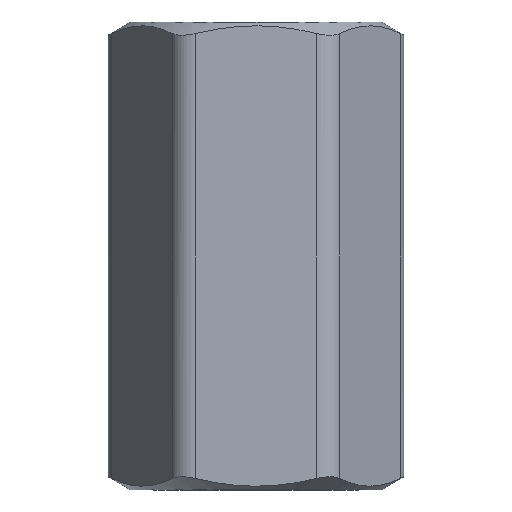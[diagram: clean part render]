
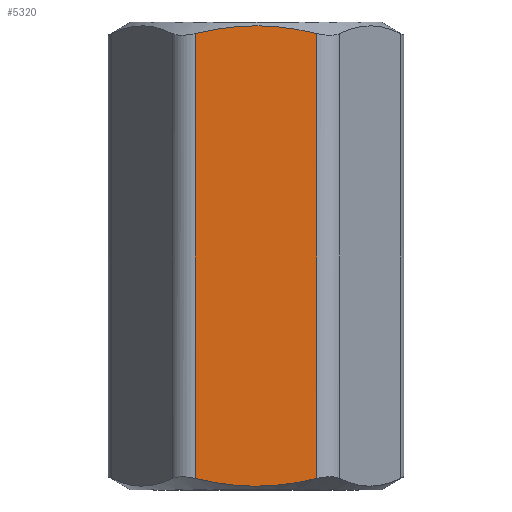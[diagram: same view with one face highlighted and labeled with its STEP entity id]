
A CAD part, front view. The second image highlights one B-rep face of the part: STEP entity #5320.
In plain terms, the highlighted planar face has unit normal (0, -1, 0).
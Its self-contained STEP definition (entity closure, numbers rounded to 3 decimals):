
#131 = CARTESIAN_POINT ( 'NONE',  ( 1.039, -2.25, -4. ) ) ;
#255 = CARTESIAN_POINT ( 'NONE',  ( 0.87, -2.25, -3.844 ) ) ;
#526 = LINE ( 'NONE', #3237, #3780 ) ;
#533 = CARTESIAN_POINT ( 'NONE',  ( 1.039, -2.25, -3.803 ) ) ;
#696 = DIRECTION ( 'NONE',  ( 0., 0., -1. ) ) ;
#728 = CARTESIAN_POINT ( 'NONE',  ( -0.697, -2.25, -3.886 ) ) ;
#803 = VECTOR ( 'NONE', #982, 1000. ) ;
#982 = DIRECTION ( 'NONE',  ( 0., 0., 1. ) ) ;
#1008 = CARTESIAN_POINT ( 'NONE',  ( -1.039, -2.25, 3.803 ) ) ;
#1141 = CARTESIAN_POINT ( 'NONE',  ( 0.351, -2.25, -3.923 ) ) ;
#1288 = VERTEX_POINT ( 'NONE', #1737 ) ;
#1460 = FACE_OUTER_BOUND ( 'NONE', #3349, .T. ) ;
#1477 = CARTESIAN_POINT ( 'NONE',  ( -0.697, -2.25, 3.886 ) ) ;
#1531 = CARTESIAN_POINT ( 'NONE',  ( -0.351, -2.25, -3.935 ) ) ;
#1737 = CARTESIAN_POINT ( 'NONE',  ( -1.039, -2.25, -3.803 ) ) ;
#2131 = CARTESIAN_POINT ( 'NONE',  ( -1.039, -2.25, 3.803 ) ) ;
#2199 = ORIENTED_EDGE ( 'NONE', *, *, #3850, .T. ) ;
#2251 = CARTESIAN_POINT ( 'NONE',  ( 0.87, -2.25, 3.844 ) ) ;
#2294 = ORIENTED_EDGE ( 'NONE', *, *, #5271, .T. ) ;
#2317 = CARTESIAN_POINT ( 'NONE',  ( 1.039, -2.25, 3.803 ) ) ;
#2483 = AXIS2_PLACEMENT_3D ( 'NONE', #3249, #4502, #4460 ) ;
#2523 = CARTESIAN_POINT ( 'NONE',  ( 1.039, -2.25, 3.803 ) ) ;
#2693 = CARTESIAN_POINT ( 'NONE',  ( 0.351, -2.25, 3.923 ) ) ;
#2738 = VERTEX_POINT ( 'NONE', #2523 ) ;
#2911 = LINE ( 'NONE', #131, #803 ) ;
#3126 = B_SPLINE_CURVE_WITH_KNOTS ( 'NONE', 3,
 ( #5382, #728, #1531, #5332, #1141, #3689, #255, #4921 ),
 .UNSPECIFIED., .F., .F.,
 ( 4, 2, 2, 4 ),
 ( 0.013, 0.014, 0.015, 0.015 ),
 .UNSPECIFIED. ) ;
#3237 = CARTESIAN_POINT ( 'NONE',  ( -1.039, -2.25, -4. ) ) ;
#3249 = CARTESIAN_POINT ( 'NONE',  ( -1.299, -2.25, -4. ) ) ;
#3349 = EDGE_LOOP ( 'NONE', ( #5211, #2199, #2294, #3524 ) ) ;
#3524 = ORIENTED_EDGE ( 'NONE', *, *, #3576, .T. ) ;
#3575 = CARTESIAN_POINT ( 'NONE',  ( 0.174, -2.25, 3.935 ) ) ;
#3576 = EDGE_CURVE ( 'NONE', #4403, #2738, #2911, .T. ) ;
#3646 = PLANE ( 'NONE',  #2483 ) ;
#3689 = CARTESIAN_POINT ( 'NONE',  ( 0.699, -2.25, -3.877 ) ) ;
#3780 = VECTOR ( 'NONE', #696, 1000. ) ;
#3850 = EDGE_CURVE ( 'NONE', #4736, #1288, #526, .T. ) ;
#4403 = VERTEX_POINT ( 'NONE', #533 ) ;
#4460 = DIRECTION ( 'NONE',  ( 1., 0., 0. ) ) ;
#4502 = DIRECTION ( 'NONE',  ( 0., -1., 0. ) ) ;
#4736 = VERTEX_POINT ( 'NONE', #2131 ) ;
#4827 = CARTESIAN_POINT ( 'NONE',  ( 0.699, -2.25, 3.877 ) ) ;
#4843 = B_SPLINE_CURVE_WITH_KNOTS ( 'NONE', 3,
 ( #2317, #2251, #4827, #2693, #3575, #5237, #1477, #1008 ),
 .UNSPECIFIED., .F., .F.,
 ( 4, 2, 2, 4 ),
 ( 0.01, 0.01, 0.011, 0.012 ),
 .UNSPECIFIED. ) ;
#4921 = CARTESIAN_POINT ( 'NONE',  ( 1.039, -2.25, -3.803 ) ) ;
#4971 = EDGE_CURVE ( 'NONE', #2738, #4736, #4843, .T. ) ;
#5211 = ORIENTED_EDGE ( 'NONE', *, *, #4971, .T. ) ;
#5237 = CARTESIAN_POINT ( 'NONE',  ( -0.351, -2.25, 3.935 ) ) ;
#5271 = EDGE_CURVE ( 'NONE', #1288, #4403, #3126, .T. ) ;
#5320 = ADVANCED_FACE ( 'NONE', ( #1460 ), #3646, .T. ) ;
#5332 = CARTESIAN_POINT ( 'NONE',  ( 0.174, -2.25, -3.935 ) ) ;
#5382 = CARTESIAN_POINT ( 'NONE',  ( -1.039, -2.25, -3.803 ) ) ;
